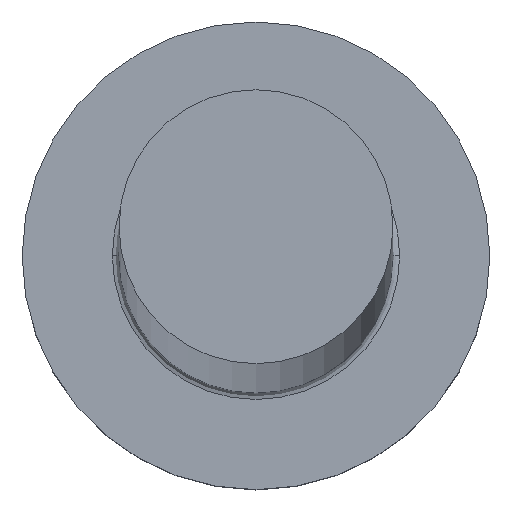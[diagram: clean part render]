
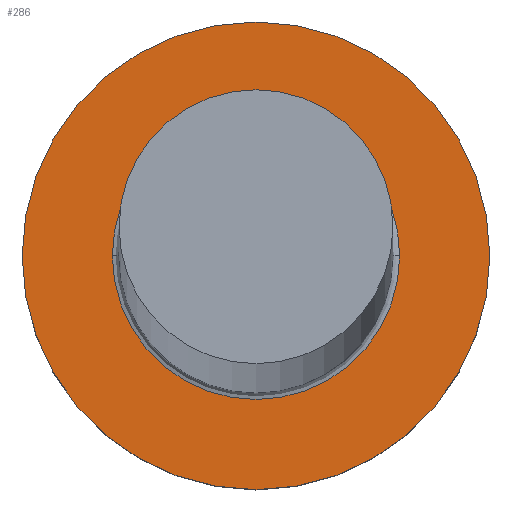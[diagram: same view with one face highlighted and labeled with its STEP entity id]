
A CAD part, top view. The second image highlights one B-rep face of the part: STEP entity #286.
In plain terms, the highlighted planar face has unit normal (0, 0, 1).
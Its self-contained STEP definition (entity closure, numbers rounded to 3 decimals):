
#4 = ORIENTED_EDGE ( 'NONE', *, *, #302, .T. ) ;
#12 = AXIS2_PLACEMENT_3D ( 'NONE', #149, #132, #224 ) ;
#25 = DIRECTION ( 'NONE',  ( 0., 0., 1. ) ) ;
#32 = CARTESIAN_POINT ( 'NONE',  ( 7., 0., 5. ) ) ;
#39 = DIRECTION ( 'NONE',  ( 1., 0., 0. ) ) ;
#49 = EDGE_LOOP ( 'NONE', ( #194, #75 ) ) ;
#55 = FACE_BOUND ( 'NONE', #79, .T. ) ;
#69 = AXIS2_PLACEMENT_3D ( 'NONE', #284, #142, #216 ) ;
#73 = ORIENTED_EDGE ( 'NONE', *, *, #123, .T. ) ;
#75 = ORIENTED_EDGE ( 'NONE', *, *, #293, .T. ) ;
#79 = EDGE_LOOP ( 'NONE', ( #4, #73 ) ) ;
#80 = EDGE_CURVE ( 'NONE', #159, #233, #280, .T. ) ;
#83 = FACE_OUTER_BOUND ( 'NONE', #49, .T. ) ;
#90 = VERTEX_POINT ( 'NONE', #218 ) ;
#101 = CIRCLE ( 'NONE', #12, 4.3 ) ;
#118 = AXIS2_PLACEMENT_3D ( 'NONE', #196, #145, #39 ) ;
#123 = EDGE_CURVE ( 'NONE', #90, #163, #192, .T. ) ;
#132 = DIRECTION ( 'NONE',  ( 0., 0., -1. ) ) ;
#142 = DIRECTION ( 'NONE',  ( 0., 0., -1. ) ) ;
#145 = DIRECTION ( 'NONE',  ( 0., 0., 1. ) ) ;
#149 = CARTESIAN_POINT ( 'NONE',  ( 0., 0., 5. ) ) ;
#150 = CARTESIAN_POINT ( 'NONE',  ( 4.3, 0., 5. ) ) ;
#159 = VERTEX_POINT ( 'NONE', #223 ) ;
#163 = VERTEX_POINT ( 'NONE', #150 ) ;
#164 = CIRCLE ( 'NONE', #118, 7. ) ;
#167 = DIRECTION ( 'NONE',  ( 0., 0., 1. ) ) ;
#176 = PLANE ( 'NONE',  #242 ) ;
#191 = DIRECTION ( 'NONE',  ( 1., 0., 0. ) ) ;
#192 = CIRCLE ( 'NONE', #69, 4.3 ) ;
#194 = ORIENTED_EDGE ( 'NONE', *, *, #80, .T. ) ;
#196 = CARTESIAN_POINT ( 'NONE',  ( 0., 0., 5. ) ) ;
#214 = CARTESIAN_POINT ( 'NONE',  ( 0., 0., 5. ) ) ;
#216 = DIRECTION ( 'NONE',  ( 1., 0., 0. ) ) ;
#218 = CARTESIAN_POINT ( 'NONE',  ( -4.3, 0., 5. ) ) ;
#223 = CARTESIAN_POINT ( 'NONE',  ( -7., 0., 5. ) ) ;
#224 = DIRECTION ( 'NONE',  ( 1., 0., 0. ) ) ;
#226 = AXIS2_PLACEMENT_3D ( 'NONE', #214, #25, #292 ) ;
#233 = VERTEX_POINT ( 'NONE', #32 ) ;
#242 = AXIS2_PLACEMENT_3D ( 'NONE', #247, #167, #191 ) ;
#247 = CARTESIAN_POINT ( 'NONE',  ( 0., 0., 5. ) ) ;
#280 = CIRCLE ( 'NONE', #226, 7. ) ;
#284 = CARTESIAN_POINT ( 'NONE',  ( 0., 0., 5. ) ) ;
#286 = ADVANCED_FACE ( 'NONE', ( #55, #83 ), #176, .T. ) ;
#292 = DIRECTION ( 'NONE',  ( 1., 0., 0. ) ) ;
#293 = EDGE_CURVE ( 'NONE', #233, #159, #164, .T. ) ;
#302 = EDGE_CURVE ( 'NONE', #163, #90, #101, .T. ) ;
